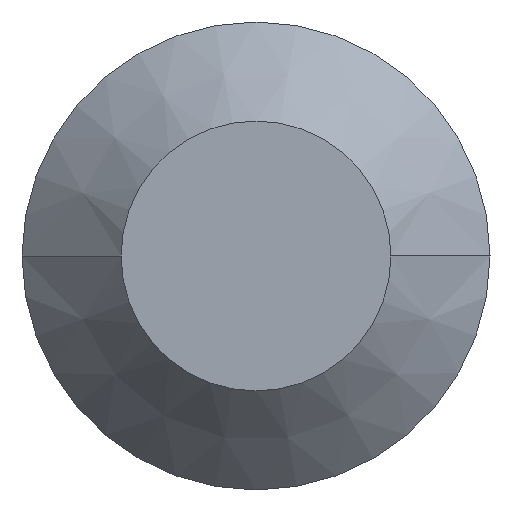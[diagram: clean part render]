
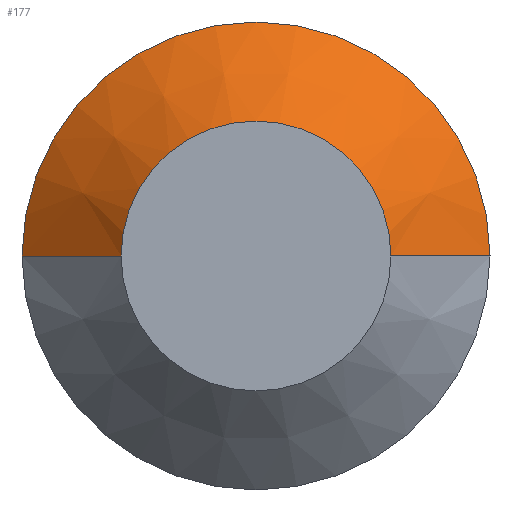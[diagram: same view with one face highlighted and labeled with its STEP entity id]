
A CAD part, left-side view. The second image highlights one B-rep face of the part: STEP entity #177.
In plain terms, the highlighted conical face has half-angle 45 degrees and reference radius 1.5 mm.
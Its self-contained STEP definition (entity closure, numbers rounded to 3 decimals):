
#1 = CARTESIAN_POINT ( 'NONE',  ( 0.635, -1.5, 0. ) ) ;
#3 = VERTEX_POINT ( 'NONE', #1 ) ;
#10 = ORIENTED_EDGE ( 'NONE', *, *, #12, .T. ) ;
#12 = EDGE_CURVE ( 'NONE', #72, #3, #149, .T. ) ;
#19 = VERTEX_POINT ( 'NONE', #391 ) ;
#26 = VECTOR ( 'NONE', #298, 1000. ) ;
#48 = AXIS2_PLACEMENT_3D ( 'NONE', #377, #122, #383 ) ;
#51 = CARTESIAN_POINT ( 'NONE',  ( 0.635, 0., 0. ) ) ;
#67 = ORIENTED_EDGE ( 'NONE', *, *, #394, .T. ) ;
#71 = VECTOR ( 'NONE', #236, 1000. ) ;
#72 = VERTEX_POINT ( 'NONE', #257 ) ;
#78 = CARTESIAN_POINT ( 'NONE',  ( 0., 0., 0. ) ) ;
#79 = DIRECTION ( 'NONE',  ( 1., 0., 0. ) ) ;
#107 = EDGE_LOOP ( 'NONE', ( #67, #10, #400, #250 ) ) ;
#120 = FACE_OUTER_BOUND ( 'NONE', #107, .T. ) ;
#122 = DIRECTION ( 'NONE',  ( 1., 0., 0. ) ) ;
#146 = DIRECTION ( 'NONE',  ( 0., 1., 0. ) ) ;
#149 = LINE ( 'NONE', #233, #26 ) ;
#151 = CARTESIAN_POINT ( 'NONE',  ( 0.635, 1.5, 0. ) ) ;
#155 = VERTEX_POINT ( 'NONE', #151 ) ;
#168 = EDGE_CURVE ( 'NONE', #155, #3, #403, .T. ) ;
#177 = ADVANCED_FACE ( 'NONE', ( #120 ), #407, .T. ) ;
#189 = DIRECTION ( 'NONE',  ( 0., 1., 0. ) ) ;
#220 = CIRCLE ( 'NONE', #392, 0.865 ) ;
#233 = CARTESIAN_POINT ( 'NONE',  ( 0.635, -1.5, 0. ) ) ;
#236 = DIRECTION ( 'NONE',  ( 0.707, 0.707, 0. ) ) ;
#250 = ORIENTED_EDGE ( 'NONE', *, *, #304, .F. ) ;
#257 = CARTESIAN_POINT ( 'NONE',  ( 0., -0.865, 0. ) ) ;
#295 = AXIS2_PLACEMENT_3D ( 'NONE', #51, #341, #189 ) ;
#298 = DIRECTION ( 'NONE',  ( 0.707, -0.707, 0. ) ) ;
#304 = EDGE_CURVE ( 'NONE', #19, #155, #379, .T. ) ;
#341 = DIRECTION ( 'NONE',  ( 1., 0., 0. ) ) ;
#363 = CARTESIAN_POINT ( 'NONE',  ( 0.635, 1.5, 0. ) ) ;
#377 = CARTESIAN_POINT ( 'NONE',  ( 0.635, 0., 0. ) ) ;
#379 = LINE ( 'NONE', #363, #71 ) ;
#383 = DIRECTION ( 'NONE',  ( 0., 1., 0. ) ) ;
#391 = CARTESIAN_POINT ( 'NONE',  ( 0., 0.865, 0. ) ) ;
#392 = AXIS2_PLACEMENT_3D ( 'NONE', #78, #79, #146 ) ;
#394 = EDGE_CURVE ( 'NONE', #19, #72, #220, .T. ) ;
#400 = ORIENTED_EDGE ( 'NONE', *, *, #168, .F. ) ;
#403 = CIRCLE ( 'NONE', #48, 1.5 ) ;
#407 = CONICAL_SURFACE ( 'NONE', #295, 1.5, 0.785 ) ;
